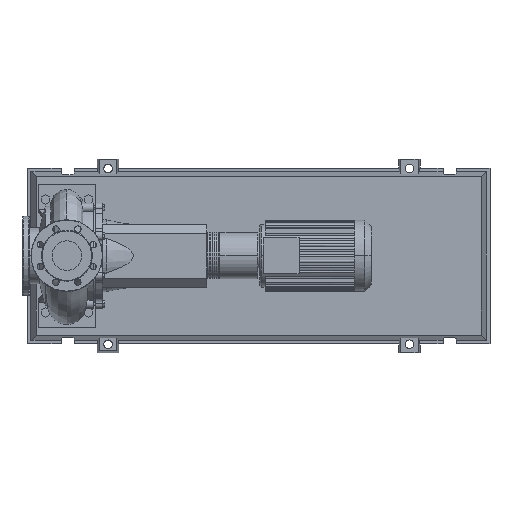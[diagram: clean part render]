
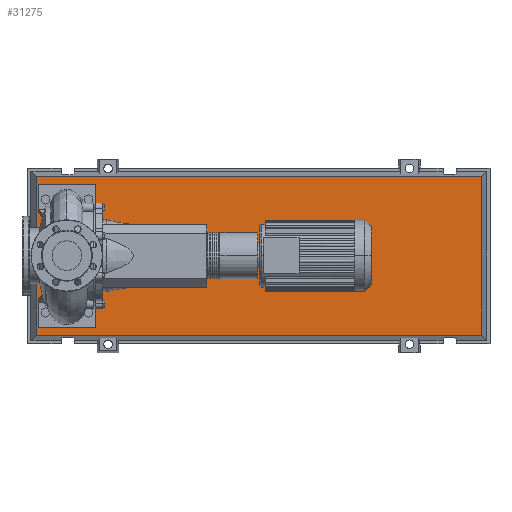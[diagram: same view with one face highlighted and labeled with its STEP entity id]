
A CAD part, top view. The second image highlights one B-rep face of the part: STEP entity #31275.
In plain terms, the highlighted planar face has unit normal (0, 0, 1).
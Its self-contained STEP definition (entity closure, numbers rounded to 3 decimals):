
#30956=CARTESIAN_POINT('',(1155.471,-220.471,103.0));
#30957=VERTEX_POINT('',#30956);
#30964=CARTESIAN_POINT('',(-85.471,-220.471,103.0));
#30965=VERTEX_POINT('',#30964);
#30966=CARTESIAN_POINT('',(1155.471,-220.471,103.0));
#30967=DIRECTION('',(-1.0,0.0,0.0));
#30968=VECTOR('',#30967,1240.941);
#30969=LINE('',#30966,#30968);
#30970=EDGE_CURVE('',#30957,#30965,#30969,.T.);
#31188=CARTESIAN_POINT('',(1155.471,220.471,103.0));
#31189=VERTEX_POINT('',#31188);
#31190=CARTESIAN_POINT('',(1155.471,220.471,103.0));
#31191=DIRECTION('',(0.0,-1.0,0.0));
#31192=VECTOR('',#31191,440.941);
#31193=LINE('',#31190,#31192);
#31194=EDGE_CURVE('',#31189,#30957,#31193,.T.);
#31212=CARTESIAN_POINT('',(-85.471,220.471,103.0));
#31213=VERTEX_POINT('',#31212);
#31214=CARTESIAN_POINT('',(-85.471,-220.471,103.0));
#31215=DIRECTION('',(0.0,1.0,0.0));
#31216=VECTOR('',#31215,440.941);
#31217=LINE('',#31214,#31216);
#31218=EDGE_CURVE('',#30965,#31213,#31217,.T.);
#31251=CARTESIAN_POINT('',(-85.471,220.471,103.0));
#31252=DIRECTION('',(1.0,0.0,0.0));
#31253=VECTOR('',#31252,1240.941);
#31254=LINE('',#31251,#31253);
#31255=EDGE_CURVE('',#31213,#31189,#31254,.T.);
#31264=CARTESIAN_POINT('',(535.,0.,103.0));
#31265=DIRECTION('',(0.0,0.0,1.0));
#31266=DIRECTION('',(1.0,0.0,0.0));
#31267=AXIS2_PLACEMENT_3D('',#31264,#31265,#31266);
#31268=PLANE('',#31267);
#31269=ORIENTED_EDGE('',*,*,#31194,.F.);
#31270=ORIENTED_EDGE('',*,*,#31255,.F.);
#31271=ORIENTED_EDGE('',*,*,#31218,.F.);
#31272=ORIENTED_EDGE('',*,*,#30970,.F.);
#31273=EDGE_LOOP('',(#31269,#31270,#31271,#31272));
#31274=FACE_OUTER_BOUND('',#31273,.T.);
#31275=ADVANCED_FACE('',(#31274),#31268,.T.);
